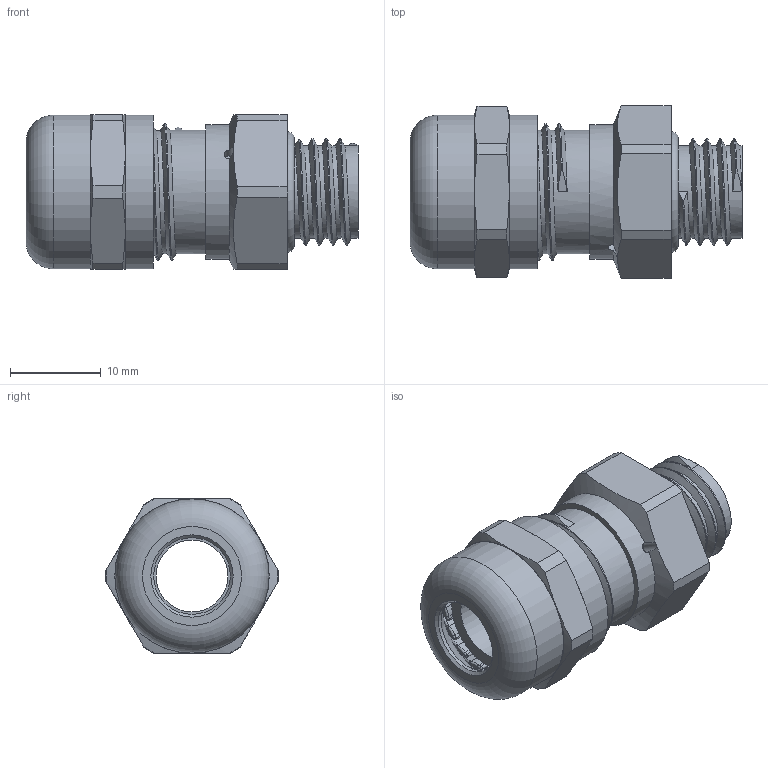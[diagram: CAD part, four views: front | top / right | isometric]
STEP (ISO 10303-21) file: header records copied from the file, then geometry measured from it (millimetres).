
FILE_DESCRIPTION(/* description */ (''),/* implementation_level */ '2;1');
FILE_NAME(/* name */ '13004100_DAE-MSBF 12.stp',/* time_stamp */ '2018-07-05T14:43:39+02:00',/* author */ ('haertel'),/* organization */ ('Fa. Bopla'),/* preprocessor_version */ 'ST-DEVELOPER v16.13',/* originating_system */ 'Autodesk Inventor 2018',/* authorisation */ '');
FILE_SCHEMA (('AUTOMOTIVE_DESIGN { 1 0 10303 214 3 1 1 }'));
Length unit declared in the file: millimetre
Products named in the file (1): 13004100_DAE-MSBF 12
Bounding box: 36.55 x 18.97 x 17 mm (x, y, z)
Volume: 4159.8 mm3; surface area: 7121.3 mm2
Topology: 2 solids, 4 shells, 467 faces, 1217 edges, 743 vertices
Faces by surface type: cylinder 165, plane 132, torus 64, bspline 52, cone 39, sphere 15
Full cylindrical faces by diameter (mm): 1.1 x2, 7.9 x1, 7.98 x1, 8.18 x2, 8.45 x1, 8.5 x1, 10.18 x1, 10.228 x4, 10.3 x2, 10.34 x1, 10.7 x1, 12.39 x1, 12.4 x1, 13.558 x3, 13.75 x1, 14 x4, 14.8 x1, 15.522 x5, 16.9 x2
Entity records: 23714 total; most frequent: CARTESIAN_POINT 12484, DIRECTION 2305, ORIENTED_EDGE 2234, EDGE_CURVE 1115, AXIS2_PLACEMENT_3D 969, VERTEX_POINT 692, EDGE_LOOP 523, CIRCLE 506
